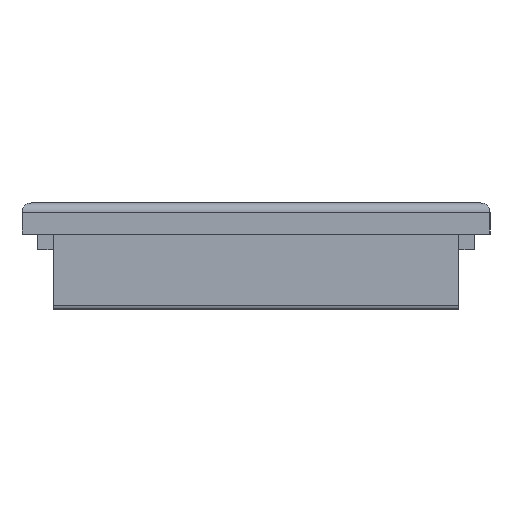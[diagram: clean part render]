
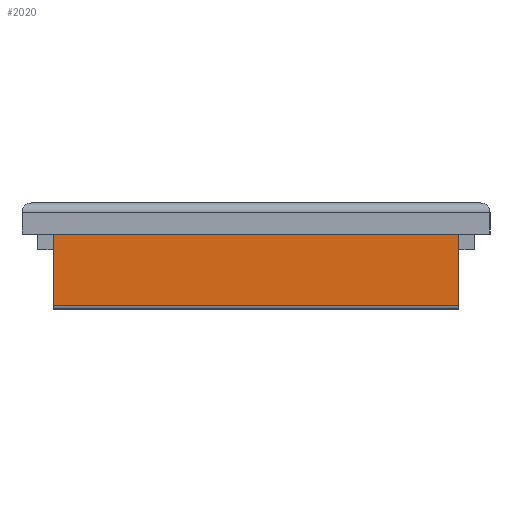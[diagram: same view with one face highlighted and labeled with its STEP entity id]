
A CAD part, left-side view. The second image highlights one B-rep face of the part: STEP entity #2020.
In plain terms, the highlighted planar face has unit normal (-1, 0, 0).
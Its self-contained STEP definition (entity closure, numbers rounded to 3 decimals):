
#73=PLANE('',#2202);
#192=FACE_OUTER_BOUND('',#312,.T.);
#312=EDGE_LOOP('',(#1822,#1823,#1824,#1825));
#598=LINE('',#10828,#721);
#602=LINE('',#10837,#725);
#611=LINE('',#10869,#734);
#612=LINE('',#10870,#735);
#721=VECTOR('',#2568,10.);
#725=VECTOR('',#2576,10.);
#734=VECTOR('',#2611,10.);
#735=VECTOR('',#2612,10.);
#919=VERTEX_POINT('',#10821);
#922=VERTEX_POINT('',#10826);
#925=VERTEX_POINT('',#10836);
#935=VERTEX_POINT('',#10868);
#1214=EDGE_CURVE('',#922,#919,#598,.T.);
#1218=EDGE_CURVE('',#925,#919,#602,.T.);
#1233=EDGE_CURVE('',#935,#922,#611,.T.);
#1234=EDGE_CURVE('',#935,#925,#612,.T.);
#1822=ORIENTED_EDGE('',*,*,#1214,.F.);
#1823=ORIENTED_EDGE('',*,*,#1233,.F.);
#1824=ORIENTED_EDGE('',*,*,#1234,.T.);
#1825=ORIENTED_EDGE('',*,*,#1218,.T.);
#2020=ADVANCED_FACE('',(#192),#73,.T.);
#2202=AXIS2_PLACEMENT_3D('',#10867,#2609,#2610);
#2568=DIRECTION('',(0.,1.,0.));
#2576=DIRECTION('',(0.,0.,-1.));
#2609=DIRECTION('center_axis',(-1.,0.,0.));
#2610=DIRECTION('ref_axis',(0.,1.,0.));
#2611=DIRECTION('',(0.,0.,-1.));
#2612=DIRECTION('',(0.,1.,0.));
#10821=CARTESIAN_POINT('',(146.586,-38.123,4.602));
#10826=CARTESIAN_POINT('',(146.586,-103.091,4.602));
#10828=CARTESIAN_POINT('',(146.586,-86.849,4.602));
#10836=CARTESIAN_POINT('',(146.586,-38.123,16.102));
#10837=CARTESIAN_POINT('',(146.586,-38.123,16.102));
#10867=CARTESIAN_POINT('Origin',(146.586,-103.091,16.102));
#10868=CARTESIAN_POINT('',(146.586,-103.091,16.102));
#10869=CARTESIAN_POINT('',(146.586,-103.091,16.102));
#10870=CARTESIAN_POINT('',(146.586,-108.091,16.102));
